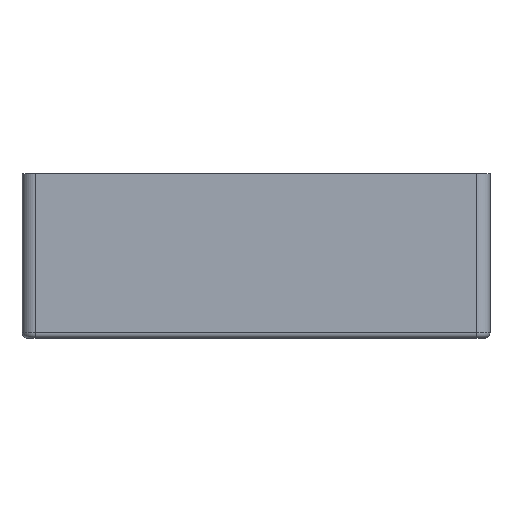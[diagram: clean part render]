
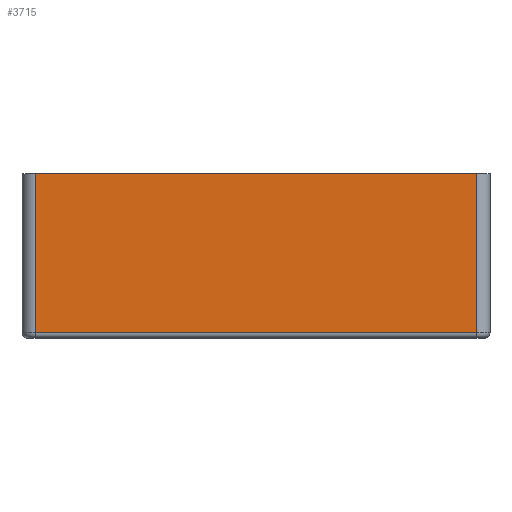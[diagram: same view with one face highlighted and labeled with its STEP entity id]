
A CAD part, left-side view. The second image highlights one B-rep face of the part: STEP entity #3715.
In plain terms, the highlighted planar face has unit normal (-1, 0, 0).
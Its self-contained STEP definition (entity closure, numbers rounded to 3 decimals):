
#165 = CARTESIAN_POINT ( 'NONE',  ( -275., -5., 61.5 ) ) ;
#255 = ORIENTED_EDGE ( 'NONE', *, *, #4240, .F. ) ;
#336 = CARTESIAN_POINT ( 'NONE',  ( -275., -5., 61.5 ) ) ;
#498 = EDGE_CURVE ( 'NONE', #2320, #3468, #2121, .T. ) ;
#585 = DIRECTION ( 'NONE',  ( 0., 0., 1. ) ) ;
#665 = VERTEX_POINT ( 'NONE', #336 ) ;
#699 = VECTOR ( 'NONE', #3047, 1000. ) ;
#869 = CARTESIAN_POINT ( 'NONE',  ( -275., -5., 2. ) ) ;
#947 = CARTESIAN_POINT ( 'NONE',  ( -275., -5., 2. ) ) ;
#1040 = VERTEX_POINT ( 'NONE', #4303 ) ;
#1131 = EDGE_CURVE ( 'NONE', #1040, #2320, #3319, .T. ) ;
#1215 = DIRECTION ( 'NONE',  ( 0., 0., 1. ) ) ;
#1375 = DIRECTION ( 'NONE',  ( 0., -1., 0. ) ) ;
#1568 = ORIENTED_EDGE ( 'NONE', *, *, #1131, .T. ) ;
#1589 = VECTOR ( 'NONE', #1375, 1000. ) ;
#1604 = VECTOR ( 'NONE', #585, 1000. ) ;
#1635 = DIRECTION ( 'NONE',  ( -1., 0., 0. ) ) ;
#1726 = ORIENTED_EDGE ( 'NONE', *, *, #2246, .F. ) ;
#1740 = FACE_OUTER_BOUND ( 'NONE', #3536, .T. ) ;
#2121 = LINE ( 'NONE', #4147, #1604 ) ;
#2246 = EDGE_CURVE ( 'NONE', #1040, #665, #4935, .T. ) ;
#2320 = VERTEX_POINT ( 'NONE', #2678 ) ;
#2536 = DIRECTION ( 'NONE',  ( 0., 0., 1. ) ) ;
#2678 = CARTESIAN_POINT ( 'NONE',  ( -275., -170., 2. ) ) ;
#2747 = VECTOR ( 'NONE', #2536, 1000. ) ;
#2832 = AXIS2_PLACEMENT_3D ( 'NONE', #4912, #1635, #1215 ) ;
#3047 = DIRECTION ( 'NONE',  ( 0., -1., 0. ) ) ;
#3319 = LINE ( 'NONE', #947, #699 ) ;
#3468 = VERTEX_POINT ( 'NONE', #5144 ) ;
#3536 = EDGE_LOOP ( 'NONE', ( #1568, #4016, #255, #1726 ) ) ;
#3715 = ADVANCED_FACE ( 'NONE', ( #1740 ), #4806, .T. ) ;
#4016 = ORIENTED_EDGE ( 'NONE', *, *, #498, .T. ) ;
#4147 = CARTESIAN_POINT ( 'NONE',  ( -275., -170., 2. ) ) ;
#4240 = EDGE_CURVE ( 'NONE', #665, #3468, #4969, .T. ) ;
#4303 = CARTESIAN_POINT ( 'NONE',  ( -275., -5., 2. ) ) ;
#4806 = PLANE ( 'NONE',  #2832 ) ;
#4912 = CARTESIAN_POINT ( 'NONE',  ( -275., -5., 0. ) ) ;
#4935 = LINE ( 'NONE', #869, #2747 ) ;
#4969 = LINE ( 'NONE', #165, #1589 ) ;
#5144 = CARTESIAN_POINT ( 'NONE',  ( -275., -170., 61.5 ) ) ;
